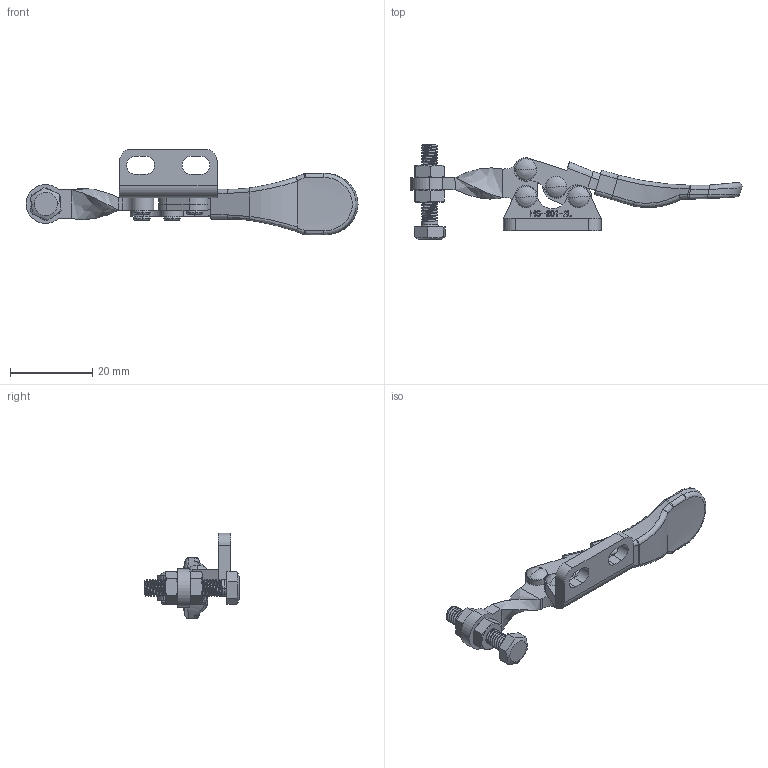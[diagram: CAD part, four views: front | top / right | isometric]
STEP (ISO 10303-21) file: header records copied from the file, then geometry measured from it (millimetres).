
FILE_DESCRIPTION (( 'STEP AP203' ), '1' );
FILE_NAME ('HS-201-AL.STEP', '2019-09-30T00:45:03', ( '微软用户' ), ( '微软中国' ), 'SwSTEP 2.0', 'SolidWorks 2012', '' );
FILE_SCHEMA (( 'CONFIG_CONTROL_DESIGN' ));
Length unit declared in the file: millimetre
Products named in the file (10): HS-201-AL; 201-03____ANY__ASM; 201-A-03____ANY_; 201-05____ANY_; 201-A-04____ANY_; M4____ANY_; CH-SA-042007____ANY_; 201-A-02____ANY_; 201-AL-01____ANY_; 201-06____ANY_
Assembly tree (14 placements, depth 3):
  HS-201-AL
    201-06____ANY_  x4
    201-AL-01____ANY_
    201-A-02____ANY_
    CH-SA-042007____ANY_
    M4____ANY_  x2
    201-A-04____ANY_  x2
    201-03____ANY__ASM
      201-05____ANY_
      201-A-03____ANY_
Bounding box: 80.9 x 23.02 x 20.94 mm (x, y, z)
Volume: 4336.9 mm3; surface area: 7041.1 mm2
Topology: 13 solids, 13 shells, 504 faces, 1315 edges, 839 vertices
Faces by surface type: plane 204, cylinder 178, bspline 81, cone 33, torus 8
Entity records: 28828 total; most frequent: CARTESIAN_POINT 17822, ORIENTED_EDGE 2228, DIRECTION 1732, EDGE_CURVE 1114, VERTEX_POINT 725, LINE 606, VECTOR 606, AXIS2_PLACEMENT_3D 563
